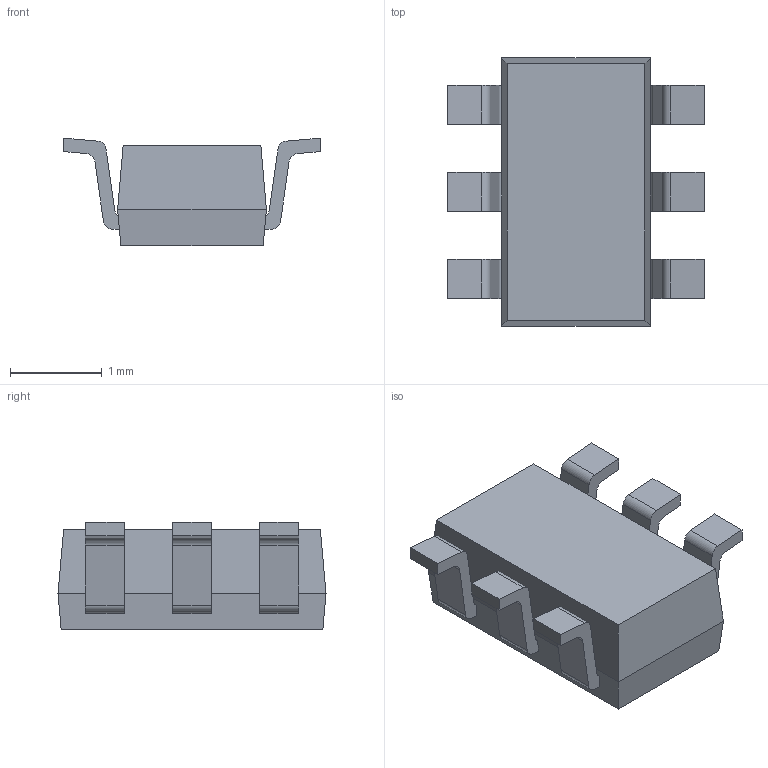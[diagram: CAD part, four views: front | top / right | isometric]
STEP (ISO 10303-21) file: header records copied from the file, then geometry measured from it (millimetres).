
FILE_DESCRIPTION((''),'2;1');
FILE_NAME('CDSOT236-TXXC_SERIES','2012-07-19T',('ryans'),('Bourns, Inc.'),'PRO/ENGINEER BY PARAMETRIC TECHNOLOGY CORPORATION, 2010100','PRO/ENGINEER BY PARAMETRIC TECHNOLOGY CORPORATION, 2010100','');
FILE_SCHEMA(('CONFIG_CONTROL_DESIGN'));
Length unit declared in the file: millimetre
Products named in the file (1): CDSOT236-TXXC_SERIES
Bounding box: 2.8 x 2.93 x 1.18 mm (x, y, z)
Volume: 5.4 mm3; surface area: 27.1 mm2
Topology: 1 solids, 1 shells, 82 faces, 222 edges, 148 vertices
Faces by surface type: plane 58, cylinder 24
Entity records: 2612 total; most frequent: CARTESIAN_POINT 452, ORIENTED_EDGE 444, DIRECTION 434, EDGE_CURVE 222, VECTOR 174, LINE 174, VERTEX_POINT 148, AXIS2_PLACEMENT_3D 130
